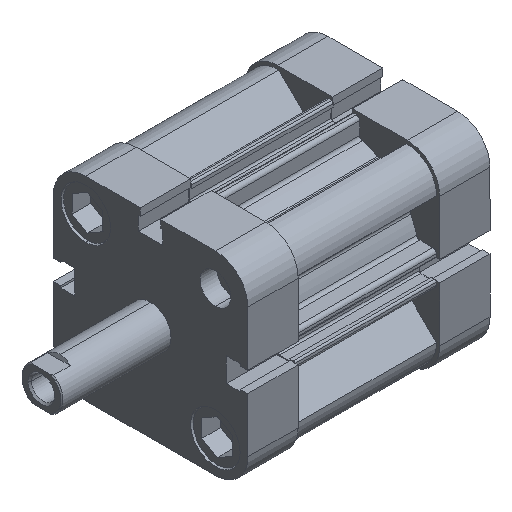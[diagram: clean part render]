
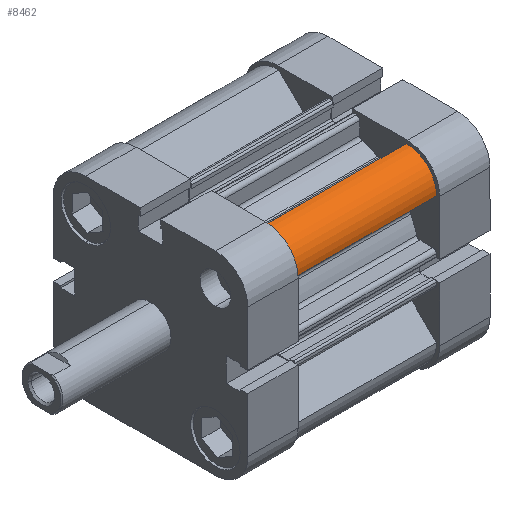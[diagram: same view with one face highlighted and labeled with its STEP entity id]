
A CAD part, isometric view. The second image highlights one B-rep face of the part: STEP entity #8462.
In plain terms, the highlighted cylindrical face has radius 8.5 mm (diameter 17 mm), a partial arc.
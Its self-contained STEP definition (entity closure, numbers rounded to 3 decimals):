
#850 = AXIS2_PLACEMENT_3D ( 'NONE', #1811, #1812, #1813 ) ;
#1239 = AXIS2_PLACEMENT_3D ( 'NONE', #4809, #4813, #4812 ) ;
#1321 = AXIS2_PLACEMENT_3D ( 'NONE', #5799, #5786, #5785 ) ;
#1580 = CARTESIAN_POINT ( 'NONE',  ( 27.493, -18.654, 0. ) ) ;
#1593 = CARTESIAN_POINT ( 'NONE',  ( 18.654, -27.493, 41.5 ) ) ;
#1650 = CARTESIAN_POINT ( 'NONE',  ( 18.654, -27.493, 0. ) ) ;
#1811 = CARTESIAN_POINT ( 'NONE',  ( 19., -19., 41.5 ) ) ;
#1812 = DIRECTION ( 'NONE',  ( 0., 0., -1. ) ) ;
#1813 = DIRECTION ( 'NONE',  ( -1., 0., 0. ) ) ;
#2276 = CIRCLE ( 'NONE', #1321, 8.5 ) ;
#2538 = CIRCLE ( 'NONE', #1239, 8.5 ) ;
#4091 = EDGE_CURVE ( 'NONE', #7760, #9854, #9023, .T. ) ;
#4395 = EDGE_CURVE ( 'NONE', #9845, #9801, #9518, .T. ) ;
#4722 = EDGE_CURVE ( 'NONE', #9845, #7760, #2276, .T. ) ;
#4809 = CARTESIAN_POINT ( 'NONE',  ( 19., -19., 0. ) ) ;
#4812 = DIRECTION ( 'NONE',  ( -1., 0., 0. ) ) ;
#4813 = DIRECTION ( 'NONE',  ( 0., 0., 1. ) ) ;
#5284 = CARTESIAN_POINT ( 'NONE',  ( 27.493, -18.654, 41.5 ) ) ;
#5785 = DIRECTION ( 'NONE',  ( -1., 0., 0. ) ) ;
#5786 = DIRECTION ( 'NONE',  ( 0., 0., 1. ) ) ;
#5799 = CARTESIAN_POINT ( 'NONE',  ( 19., -19., 41.5 ) ) ;
#6594 = DIRECTION ( 'NONE',  ( 0., 0., -1. ) ) ;
#6601 = CARTESIAN_POINT ( 'NONE',  ( 18.654, -27.493, 41.5 ) ) ;
#7682 = DIRECTION ( 'NONE',  ( 0., 0., -1. ) ) ;
#7688 = CARTESIAN_POINT ( 'NONE',  ( 27.493, -18.654, 41.5 ) ) ;
#7760 = VERTEX_POINT ( 'NONE', #5284 ) ;
#8019 = EDGE_CURVE ( 'NONE', #9801, #9854, #2538, .T. ) ;
#8462 = ADVANCED_FACE ( 'NONE', ( #10218 ), #10221, .T. ) ;
#8737 = ORIENTED_EDGE ( 'NONE', *, *, #4395, .T. ) ;
#8738 = ORIENTED_EDGE ( 'NONE', *, *, #4722, .F. ) ;
#8739 = ORIENTED_EDGE ( 'NONE', *, *, #4091, .F. ) ;
#8740 = ORIENTED_EDGE ( 'NONE', *, *, #8019, .T. ) ;
#8991 = EDGE_LOOP ( 'NONE', ( #8740, #8739, #8738, #8737 ) ) ;
#9023 = LINE ( 'NONE', #7688, #9038 ) ;
#9038 = VECTOR ( 'NONE', #7682, 1000. ) ;
#9518 = LINE ( 'NONE', #6601, #9521 ) ;
#9521 = VECTOR ( 'NONE', #6594, 1000. ) ;
#9801 = VERTEX_POINT ( 'NONE', #1650 ) ;
#9845 = VERTEX_POINT ( 'NONE', #1593 ) ;
#9854 = VERTEX_POINT ( 'NONE', #1580 ) ;
#10218 = FACE_OUTER_BOUND ( 'NONE', #8991, .T. ) ;
#10221 = CYLINDRICAL_SURFACE ( 'NONE', #850, 8.5 ) ;
